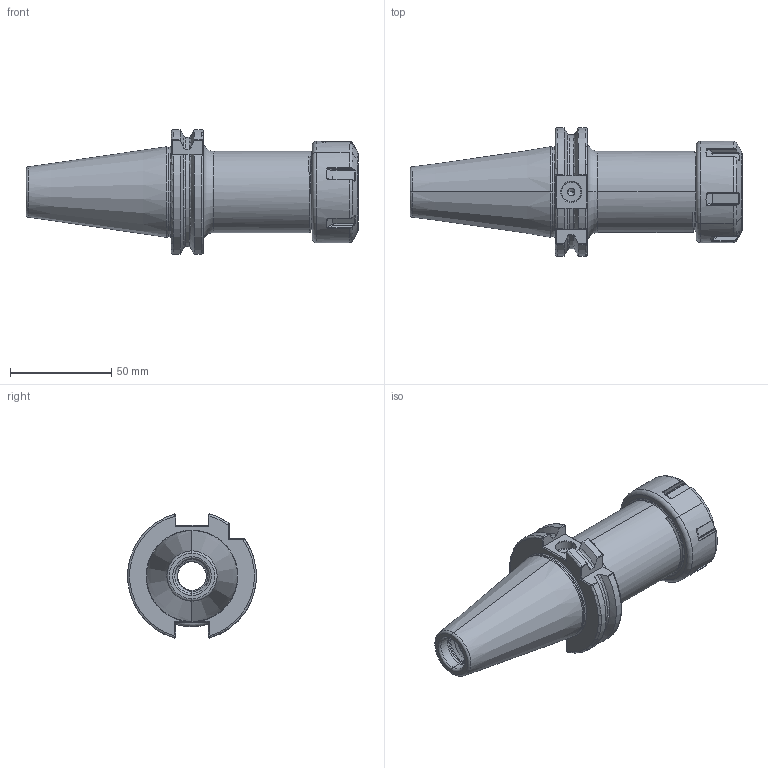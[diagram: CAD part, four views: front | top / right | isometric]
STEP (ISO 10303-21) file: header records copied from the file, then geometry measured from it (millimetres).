
FILE_DESCRIPTION (( 'STEP AP203' ), '1' );
FILE_NAME ('402.02.20.1.STEP', '2016-07-16T02:21:12', ( '' ), ( '' ), 'SwSTEP 2.0', 'SolidWorks 2012', '' );
FILE_SCHEMA (( 'CONFIG_CONTROL_DESIGN' ));
Length unit declared in the file: millimetre
Products named in the file (3): 402.02.20.1; 2-01.100.0320230C7_ER32螺帽(六溝)
Assembly tree (2 placements, depth 2):
  402.02.20.1
    402.02.20.1
    2-01.100.0320230C7_ER32螺帽(六溝)
Bounding box: 163.68 x 63.34 x 61.24 mm (x, y, z)
Volume: 173702.5 mm3; surface area: 46755.3 mm2
Topology: 2 solids, 2 shells, 428 faces, 1094 edges, 664 vertices
Faces by surface type: cylinder 156, plane 88, bspline 87, torus 59, cone 38
Entity records: 27554 total; most frequent: CARTESIAN_POINT 18473, ORIENTED_EDGE 2168, DIRECTION 1403, EDGE_CURVE 1084, VERTEX_POINT 664, AXIS2_PLACEMENT_3D 545, EDGE_LOOP 436, FACE_OUTER_BOUND 428
